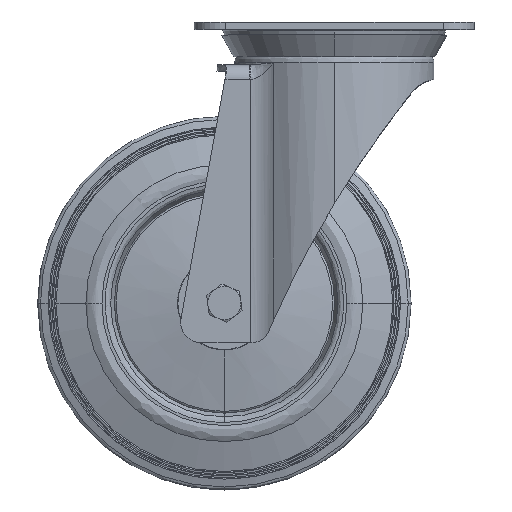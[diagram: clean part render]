
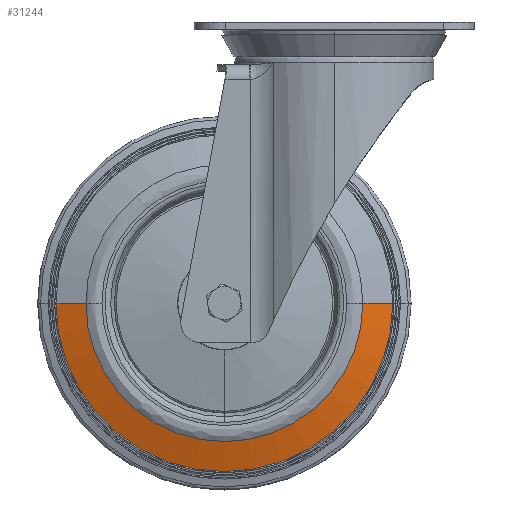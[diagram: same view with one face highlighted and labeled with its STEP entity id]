
A CAD part, top view. The second image highlights one B-rep face of the part: STEP entity #31244.
In plain terms, the highlighted conical face has half-angle 72.259 degrees and reference radius 81.18 mm.
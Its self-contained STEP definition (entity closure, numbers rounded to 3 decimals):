
#5426 = VERTEX_POINT ( 'NONE', #38643 ) ;
#5431 = VERTEX_POINT ( 'NONE', #38647 ) ;
#5442 = VERTEX_POINT ( 'NONE', #38649 ) ;
#11675 = EDGE_LOOP ( 'NONE', ( #31888, #31889, #31890, #31891 ) ) ;
#13336 = VERTEX_POINT ( 'NONE', #36640 ) ;
#16987 = DIRECTION ( 'NONE',  ( -1., 0., 0. ) ) ;
#16988 = DIRECTION ( 'NONE',  ( 0., 0., -1. ) ) ;
#17004 = CARTESIAN_POINT ( 'NONE',  ( -30.8, 5.577, 16.877 ) ) ;
#26249 = AXIS2_PLACEMENT_3D ( 'NONE', #17004, #16988, #16987 ) ;
#28088 = FACE_OUTER_BOUND ( 'NONE', #11675, .T. ) ;
#28089 = CONICAL_SURFACE ( 'NONE', #26249, 81.18, 1.261 ) ;
#31244 = ADVANCED_FACE ( 'NONE', ( #28088 ), #28089, .T. ) ;
#31888 = ORIENTED_EDGE ( 'NONE', *, *, #34073, .F. ) ;
#31889 = ORIENTED_EDGE ( 'NONE', *, *, #34037, .F. ) ;
#31890 = ORIENTED_EDGE ( 'NONE', *, *, #34079, .T. ) ;
#31891 = ORIENTED_EDGE ( 'NONE', *, *, #34043, .T. ) ;
#34037 = EDGE_CURVE ( 'NONE', #5426, #5431, #34700, .T. ) ;
#34043 = EDGE_CURVE ( 'NONE', #13336, #5442, #34704, .T. ) ;
#34073 = EDGE_CURVE ( 'NONE', #5431, #5442, #34720, .T. ) ;
#34079 = EDGE_CURVE ( 'NONE', #5426, #13336, #34724, .T. ) ;
#34496 = CARTESIAN_POINT ( 'NONE',  ( -30.8, 5.577, 21.5 ) ) ;
#34497 = DIRECTION ( 'NONE',  ( 0., 0., 1. ) ) ;
#34498 = DIRECTION ( 'NONE',  ( -1., 0., 0. ) ) ;
#34505 = CARTESIAN_POINT ( 'NONE',  ( -30.8, 5.577, 16.877 ) ) ;
#34506 = DIRECTION ( 'NONE',  ( 0., 0., 1. ) ) ;
#34507 = DIRECTION ( 'NONE',  ( -1., 0., 0. ) ) ;
#34542 = CARTESIAN_POINT ( 'NONE',  ( 50.381, 5.577, 16.877 ) ) ;
#34543 = DIRECTION ( 'NONE',  ( 0.952, 0., -0.305 ) ) ;
#34550 = CARTESIAN_POINT ( 'NONE',  ( -111.98, 5.577, 16.877 ) ) ;
#34551 = DIRECTION ( 'NONE',  ( -0.952, 0., -0.305 ) ) ;
#34700 = CIRCLE ( 'NONE', #35302, 66.729 ) ;
#34704 = CIRCLE ( 'NONE', #35308, 81.18 ) ;
#34720 = LINE ( 'NONE', #34542, #34722 ) ;
#34722 = VECTOR ( 'NONE', #34543, 1000. ) ;
#34724 = LINE ( 'NONE', #34550, #34726 ) ;
#34726 = VECTOR ( 'NONE', #34551, 1000. ) ;
#35302 = AXIS2_PLACEMENT_3D ( 'NONE', #34496, #34497, #34498 ) ;
#35308 = AXIS2_PLACEMENT_3D ( 'NONE', #34505, #34506, #34507 ) ;
#36640 = CARTESIAN_POINT ( 'NONE',  ( -111.98, 5.577, 16.877 ) ) ;
#38643 = CARTESIAN_POINT ( 'NONE',  ( -97.529, 5.577, 21.5 ) ) ;
#38647 = CARTESIAN_POINT ( 'NONE',  ( 35.929, 5.577, 21.5 ) ) ;
#38649 = CARTESIAN_POINT ( 'NONE',  ( 50.381, 5.577, 16.877 ) ) ;
